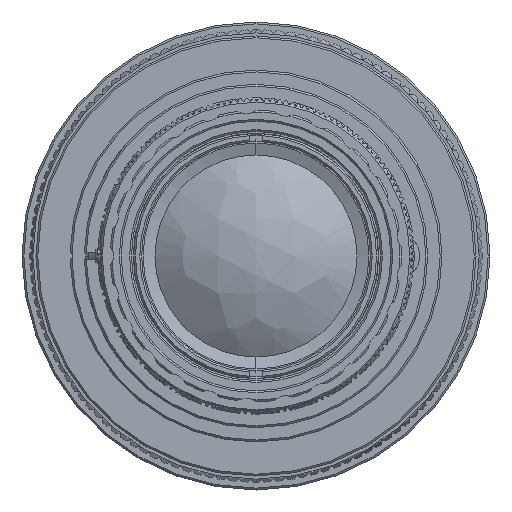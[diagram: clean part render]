
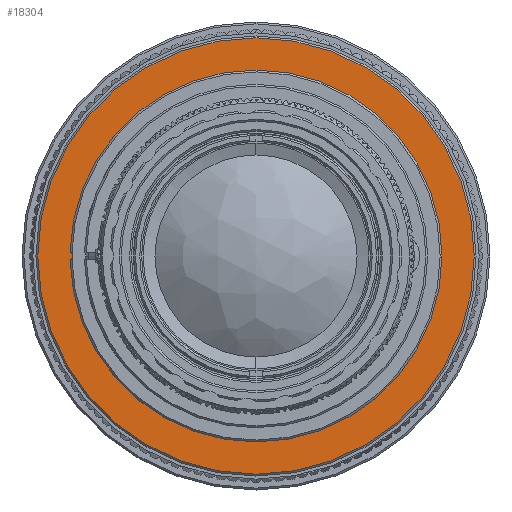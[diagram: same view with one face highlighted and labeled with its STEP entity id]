
A CAD part, left-side view. The second image highlights one B-rep face of the part: STEP entity #18304.
In plain terms, the highlighted planar face has unit normal (-1, 0, 0).
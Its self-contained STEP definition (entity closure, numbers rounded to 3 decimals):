
#3412 = CIRCLE ( 'NONE', #15795, 29.5 ) ;
#3505 = DIRECTION ( 'NONE',  ( 0., 0., -1. ) ) ;
#3749 = DIRECTION ( 'NONE',  ( 1., 0., 0. ) ) ;
#5758 = CARTESIAN_POINT ( 'NONE',  ( 3.2, 0., 0. ) ) ;
#6002 = DIRECTION ( 'NONE',  ( 1., 0., 0. ) ) ;
#6093 = CARTESIAN_POINT ( 'NONE',  ( 3.2, 0., -29.5 ) ) ;
#7124 = ORIENTED_EDGE ( 'NONE', *, *, #53854, .F. ) ;
#9059 = ORIENTED_EDGE ( 'NONE', *, *, #70012, .F. ) ;
#12828 = ORIENTED_EDGE ( 'NONE', *, *, #69814, .F. ) ;
#13999 = CARTESIAN_POINT ( 'NONE',  ( 3.2, 0., 0. ) ) ;
#14287 = EDGE_LOOP ( 'NONE', ( #54832, #12828 ) ) ;
#15795 = AXIS2_PLACEMENT_3D ( 'NONE', #16799, #45675, #39174 ) ;
#16799 = CARTESIAN_POINT ( 'NONE',  ( 3.2, 0., 0. ) ) ;
#18304 = ADVANCED_FACE ( 'NONE', ( #36044, #20744 ), #50175, .F. ) ;
#19740 = CIRCLE ( 'NONE', #47496, 29.5 ) ;
#20744 = FACE_OUTER_BOUND ( 'NONE', #62717, .T. ) ;
#26449 = CARTESIAN_POINT ( 'NONE',  ( 3.2, 0., 35.2 ) ) ;
#29071 = VERTEX_POINT ( 'NONE', #46639 ) ;
#31438 = AXIS2_PLACEMENT_3D ( 'NONE', #60488, #3749, #3505 ) ;
#36044 = FACE_BOUND ( 'NONE', #14287, .T. ) ;
#36095 = DIRECTION ( 'NONE',  ( 1., 0., 0. ) ) ;
#39095 = VERTEX_POINT ( 'NONE', #26449 ) ;
#39174 = DIRECTION ( 'NONE',  ( 0., 0., 1. ) ) ;
#44722 = CIRCLE ( 'NONE', #46592, 35.2 ) ;
#45675 = DIRECTION ( 'NONE',  ( -1., 0., 0. ) ) ;
#45915 = DIRECTION ( 'NONE',  ( 0., 0., -1. ) ) ;
#46592 = AXIS2_PLACEMENT_3D ( 'NONE', #5758, #6002, #45915 ) ;
#46639 = CARTESIAN_POINT ( 'NONE',  ( 3.2, 0., 29.5 ) ) ;
#47496 = AXIS2_PLACEMENT_3D ( 'NONE', #49516, #66260, #60764 ) ;
#49516 = CARTESIAN_POINT ( 'NONE',  ( 3.2, 0., 0. ) ) ;
#50175 = PLANE ( 'NONE',  #31438 ) ;
#53854 = EDGE_CURVE ( 'NONE', #58074, #39095, #59751, .T. ) ;
#54832 = ORIENTED_EDGE ( 'NONE', *, *, #68217, .F. ) ;
#58074 = VERTEX_POINT ( 'NONE', #59846 ) ;
#59751 = CIRCLE ( 'NONE', #65788, 35.2 ) ;
#59846 = CARTESIAN_POINT ( 'NONE',  ( 3.2, 0., -35.2 ) ) ;
#59916 = DIRECTION ( 'NONE',  ( 0., 0., -1. ) ) ;
#60488 = CARTESIAN_POINT ( 'NONE',  ( 3.2, 29.5, 0. ) ) ;
#60764 = DIRECTION ( 'NONE',  ( 0., 0., 1. ) ) ;
#62717 = EDGE_LOOP ( 'NONE', ( #7124, #9059 ) ) ;
#64731 = VERTEX_POINT ( 'NONE', #6093 ) ;
#65788 = AXIS2_PLACEMENT_3D ( 'NONE', #13999, #36095, #59916 ) ;
#66260 = DIRECTION ( 'NONE',  ( -1., 0., 0. ) ) ;
#68217 = EDGE_CURVE ( 'NONE', #29071, #64731, #19740, .T. ) ;
#69814 = EDGE_CURVE ( 'NONE', #64731, #29071, #3412, .T. ) ;
#70012 = EDGE_CURVE ( 'NONE', #39095, #58074, #44722, .T. ) ;
